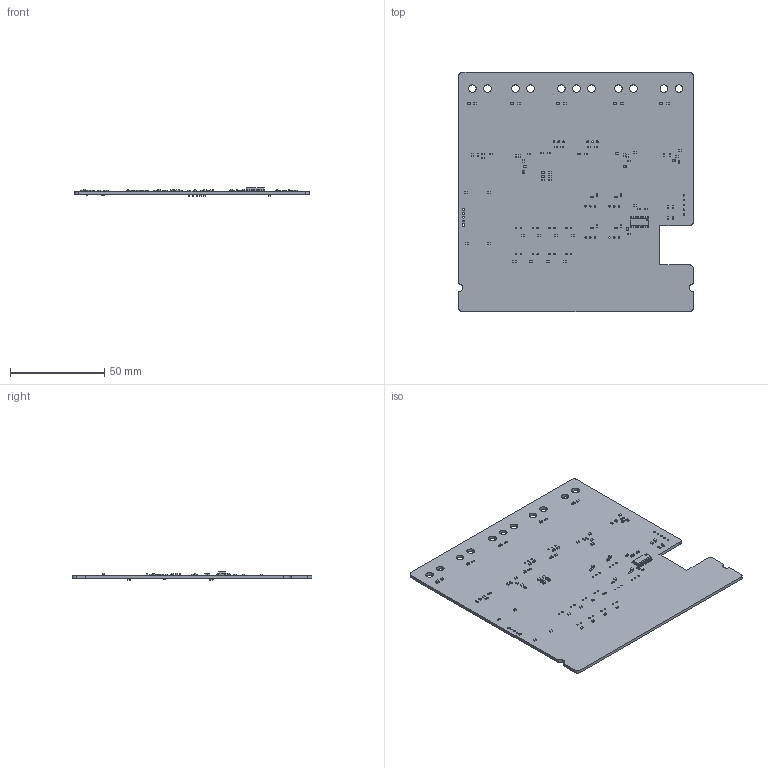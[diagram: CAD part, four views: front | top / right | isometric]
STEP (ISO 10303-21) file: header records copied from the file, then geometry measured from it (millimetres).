
FILE_DESCRIPTION(('KiCad electronic assembly'),'2;1');
FILE_NAME('ArmMotorController_Hardware.step','2018-12-21T14:42:45',( 'An Author'),('A Company'),'Open CASCADE STEP processor 6.8', 'KiCad to STEP converter','Unknown');
FILE_SCHEMA(('AUTOMOTIVE_DESIGN_CC2 { 1 2 10303 214 -1 1 5 4 }'));
Length unit declared in the file: millimetre
Products named in the file (12): Open CASCADE STEP translator 6.8 1; R_0603_1608Metric; SOLID; LED_0603_1608Metric; C_0603_1608Metric; SOIC-16_3.9x9.9mm_Pitch1.27mm; D_0603_1608Metric; COMPOUND
Assembly tree (91 placements, depth 3):
  Open CASCADE STEP translator 6.8 1
    R_0603_1608Metric  x50
      SOLID
    LED_0603_1608Metric  x17
      SOLID
    C_0603_1608Metric  x13
      SOLID
    SOIC-16_3.9x9.9mm_Pitch1.27mm
      SOLID
    D_0603_1608Metric  x4
      SOLID
    COMPOUND
Bounding box: 124.46 x 127 x 4.25 mm (x, y, z)
Volume: 24524.1 mm3; surface area: 32378.7 mm2
Topology: 86 solids, 88 shells, 3027 faces, 7991 edges, 5186 vertices
Faces by surface type: plane 2110, cylinder 877, bspline 40
Full cylindrical faces by diameter (mm): 0.6 x1, 0.762 x33, 0.889 x6, 0.9 x3, 1.5 x2, 4.06 x11
Entity records: 50855 total; most frequent: CARTESIAN_POINT 21391, DIRECTION 4601, LINE 2723, VECTOR 2723, ORIENTED_EDGE 2698, PCURVE 2694, DEFINITIONAL_REPRESENTATION 2694, EDGE_CURVE 1347
